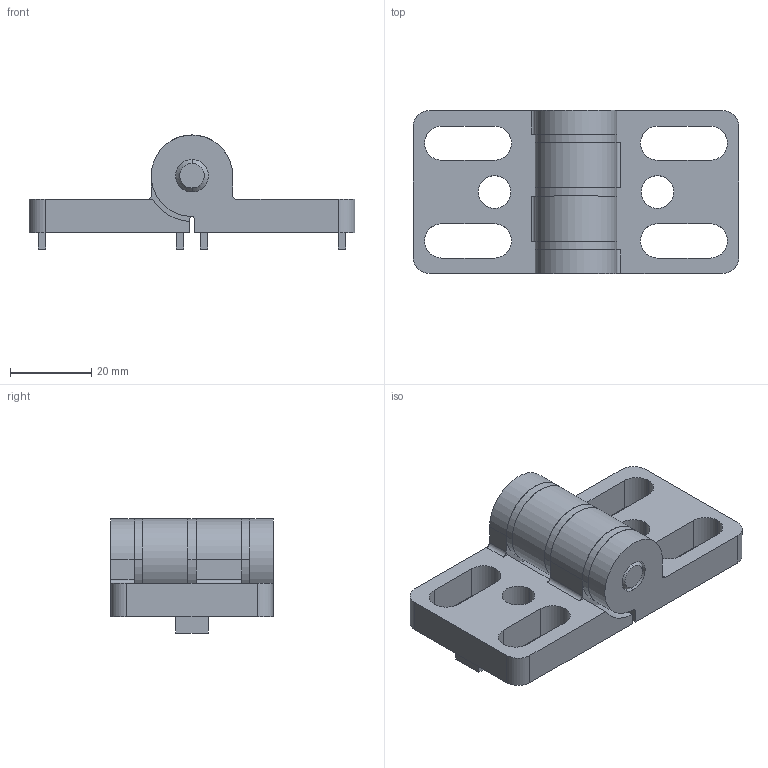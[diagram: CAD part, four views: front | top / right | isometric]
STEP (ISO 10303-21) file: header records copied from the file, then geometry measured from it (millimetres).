
FILE_DESCRIPTION (( 'STEP AP214' ), '1' );
FILE_NAME ('1.62.520.STEP', '2024-10-09T17:23:50', ( '' ), ( '' ), 'SwSTEP 2.0', 'SolidWorks 2024', '' );
FILE_SCHEMA (( 'AUTOMOTIVE_DESIGN' ));
Length unit declared in the file: millimetre
Products named in the file (1): 1.62.520
Bounding box: 80 x 40 x 28 mm (x, y, z)
Volume: 30153 mm3; surface area: 17082.6 mm2
Topology: 6 solids, 6 shells, 124 faces, 320 edges, 212 vertices
Faces by surface type: plane 62, cylinder 58, cone 4
Entity records: 3932 total; most frequent: DIRECTION 690, CARTESIAN_POINT 657, ORIENTED_EDGE 640, EDGE_CURVE 320, AXIS2_PLACEMENT_3D 245, VERTEX_POINT 212, LINE 200, VECTOR 200
